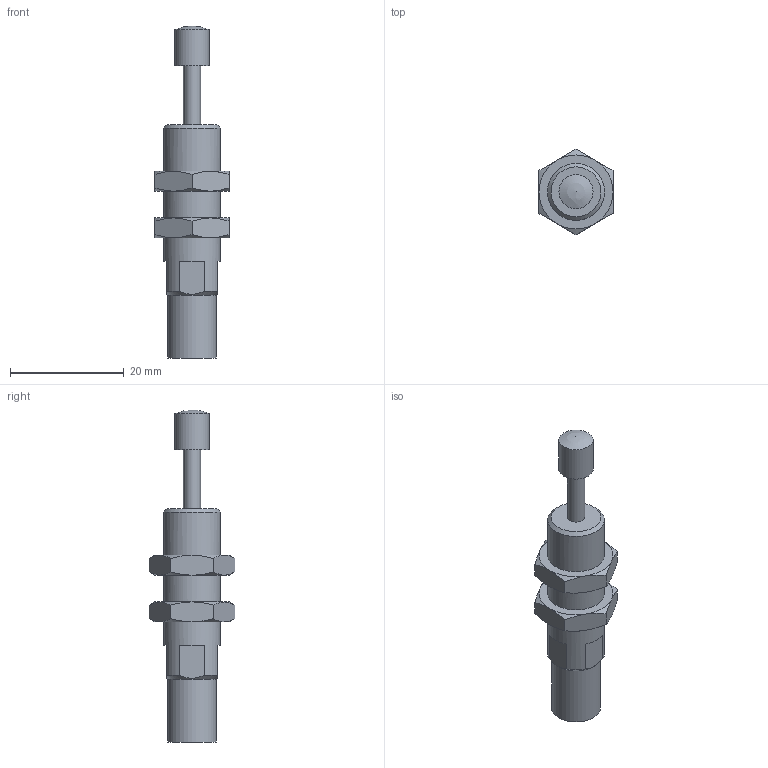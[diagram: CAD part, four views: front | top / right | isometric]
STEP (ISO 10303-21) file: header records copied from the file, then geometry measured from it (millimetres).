
FILE_DESCRIPTION(/* description */ ('STEP AP214'),/* implementation_level */ '2;1');
FILE_NAME(/* name */ '191193_YSRW-7-10',/* time_stamp */ '2024-09-18T14:15:57+02:00',/* author */ ('License CC BY-ND 4.0'),/* organization */ ('CADENAS'),/* preprocessor_version */ 'ST-DEVELOPER v19.3',/* originating_system */ 'PARTsolutions',/* authorisation */ ' ');
FILE_SCHEMA (('AUTOMOTIVE_DESIGN {1 0 10303 214 3 1 1}'));
Length unit declared in the file: millimetre
Products named in the file (3): 191193 YSRW-7-10---(10); 191193 YSRW-7-10---(1001); 191193 YSRW-7-10M
Assembly tree (3 placements, depth 2):
  191193 YSRW-7-10---(10)
    191193 YSRW-7-10---(1001)
    191193 YSRW-7-10M  x2
Bounding box: 13 x 15.01 x 58.3 mm (x, y, z)
Volume: 3771.8 mm3; surface area: 2417.1 mm2
Topology: 3 solids, 3 shells, 64 faces, 141 edges, 84 vertices
Faces by surface type: cone 30, plane 27, cylinder 6, sphere 1
Full cylindrical faces by diameter (mm): 3 x1, 6 x1, 8.6 x1, 8.917 x2, 10 x1
Entity records: 1163 total; most frequent: CARTESIAN_POINT 263, DIRECTION 172, ORIENTED_EDGE 156, EDGE_CURVE 78, AXIS2_PLACEMENT_3D 77, EDGE_LOOP 54, FACE_BOUND 54, VERTEX_POINT 52
